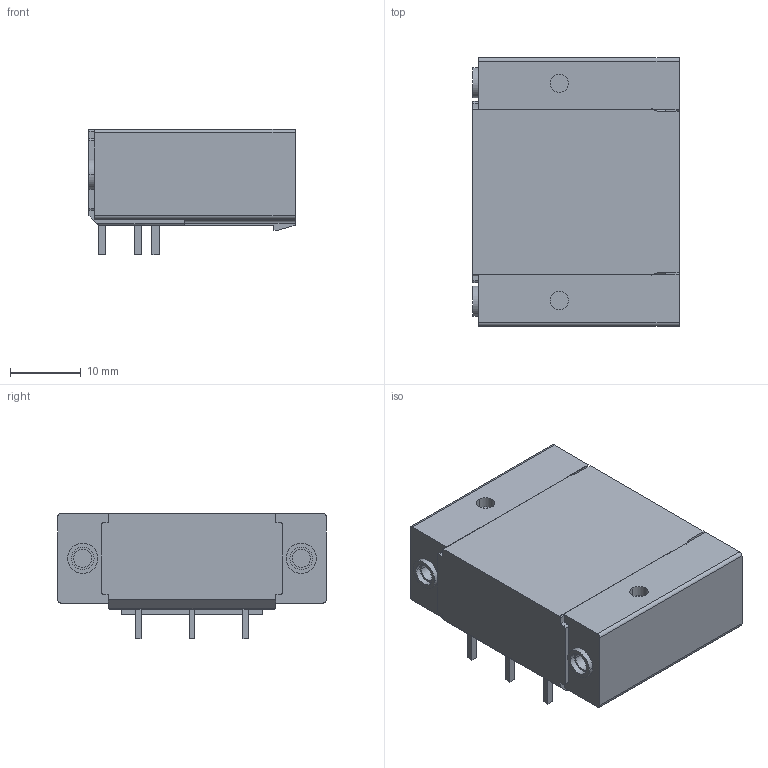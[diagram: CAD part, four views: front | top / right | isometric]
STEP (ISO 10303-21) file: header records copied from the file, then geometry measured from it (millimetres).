
FILE_DESCRIPTION((''),'2;1');
FILE_NAME('TLPHW-501RL','2024-09-12T14:02:00',('sheji'),(''),'CREO PARAMETRIC BY PTC INC, 2018100','CREO PARAMETRIC BY PTC INC, 2018100','');
FILE_SCHEMA(('CONFIG_CONTROL_DESIGN'));
Length unit declared in the file: millimetre
Products named in the file (1): TLPHW-501RL
Bounding box: 29.25 x 38.1 x 17.77 mm (x, y, z)
Volume: 10934.3 mm3; surface area: 7037.8 mm2
Topology: 1 solids, 1 shells, 362 faces, 991 edges, 654 vertices
Faces by surface type: plane 267, cylinder 93, cone 2
Entity records: 11439 total; most frequent: CARTESIAN_POINT 2047, ORIENTED_EDGE 1982, DIRECTION 1889, EDGE_CURVE 991, VECTOR 801, LINE 801, VERTEX_POINT 654, AXIS2_PLACEMENT_3D 544
